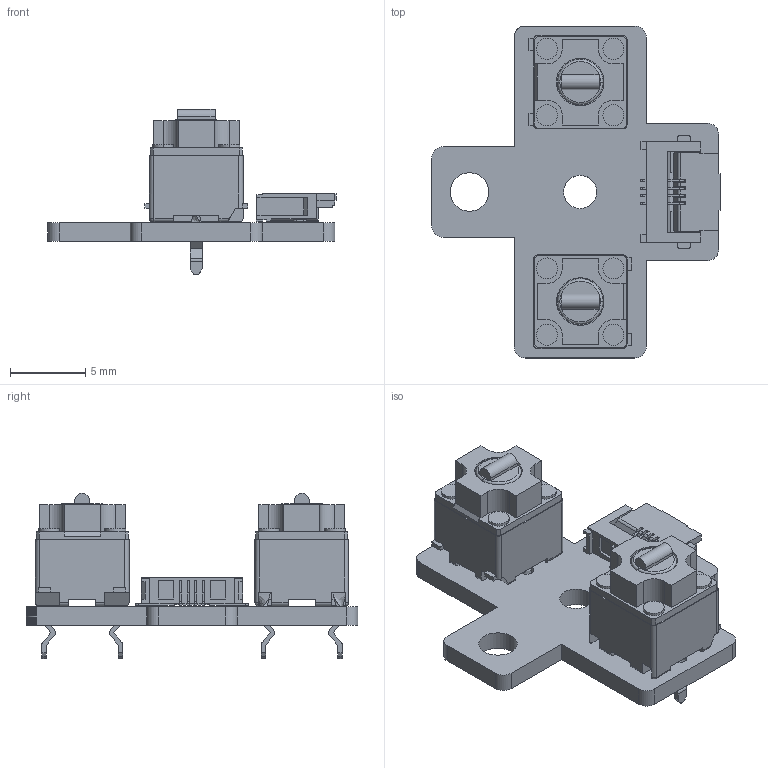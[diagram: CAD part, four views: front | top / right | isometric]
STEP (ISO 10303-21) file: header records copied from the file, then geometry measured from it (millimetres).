
FILE_DESCRIPTION(('KiCad electronic assembly'),'2;1');
FILE_NAME('PGS_Trigger_Board.step','2025-05-17T19:45:07',('Pcbnew'),( 'Kicad'),'Open CASCADE STEP processor 7.7','KiCad to STEP converter' ,'Unknown');
FILE_SCHEMA(('AUTOMOTIVE_DESIGN { 1 0 10303 214 1 1 1 1 }'));
Length unit declared in the file: millimetre
Products named in the file (6): PGS_Trigger_Board 1; EVQP0-DE-07K; I[o[Xg[N^CvLTSW; 505110-0492; 5051100492; PGS_Trigger_Board_PCB
Assembly tree (6 placements, depth 3):
  PGS_Trigger_Board 1
    EVQP0-DE-07K  x2
      I[o[Xg[N^CvLTSW
    505110-0492
      5051100492
    PGS_Trigger_Board_PCB
Bounding box: 19.11 x 22 x 10.95 mm (x, y, z)
Volume: 792.6 mm3; surface area: 1444 mm2
Topology: 4 solids, 4 shells, 727 faces, 2041 edges, 1366 vertices
Faces by surface type: plane 556, cylinder 147, bspline 16, torus 4, revolution 4
Full cylindrical faces by diameter (mm): 1 x4, 2.2 x1, 2.55 x1
Entity records: 18524 total; most frequent: CARTESIAN_POINT 3478, ORIENTED_EDGE 3194, DIRECTION 2953, EDGE_CURVE 1597, LINE 1393, VECTOR 1393, VERTEX_POINT 1046, AXIS2_PLACEMENT_3D 779
